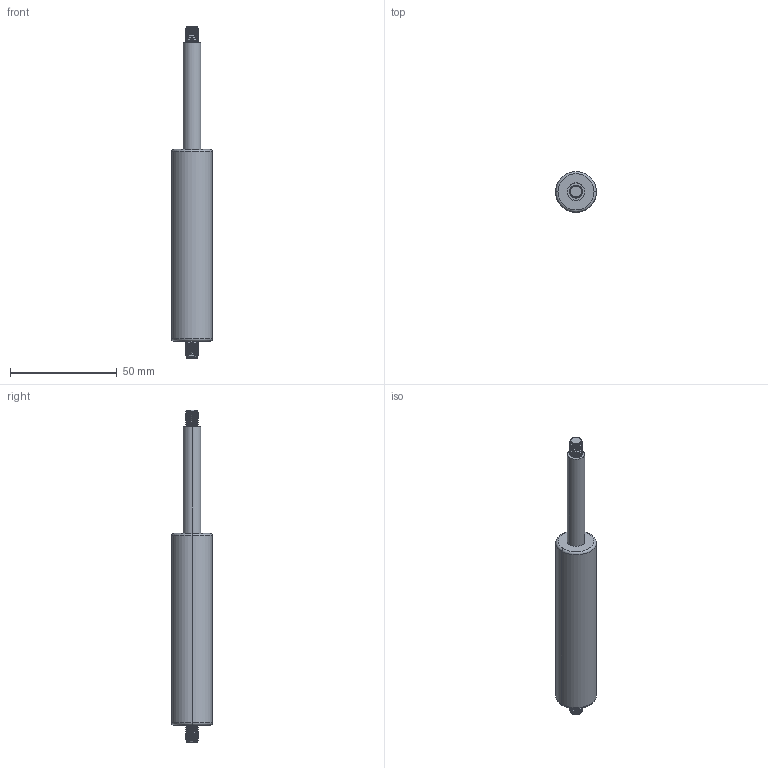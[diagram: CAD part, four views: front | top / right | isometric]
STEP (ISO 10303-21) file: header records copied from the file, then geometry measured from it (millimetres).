
FILE_DESCRIPTION (( 'STEP AP203' ), '1' );
FILE_NAME ('9416K141.step', '2005-03-15T19:11:47', ( ' ' ), ( ' ' ), 'SwSTEP 2.0', 'SolidWorks 2005037', '' );
FILE_SCHEMA (( 'CONFIG_CONTROL_DESIGN' ));
Length unit declared in the file: inch
Products named in the file (1): 9416K141
Bounding box: 19.05 x 19.05 x 155.7 mm (x, y, z)
Volume: 25754.5 mm3; surface area: 9424.4 mm2
Topology: 2 solids, 2 shells, 152 faces, 348 edges, 205 vertices
Faces by surface type: cylinder 71, cone 70, plane 7, torus 4
Entity records: 6008 total; most frequent: CARTESIAN_POINT 2711, ORIENTED_EDGE 696, DIRECTION 631, EDGE_CURVE 348, AXIS2_PLACEMENT_3D 253, VERTEX_POINT 205, EDGE_LOOP 157, ADVANCED_FACE 152
